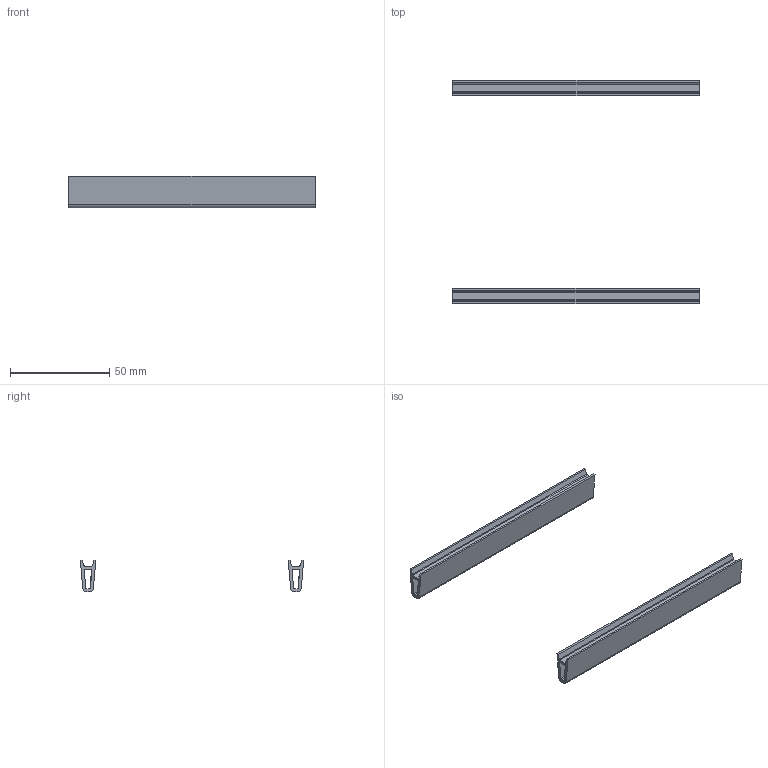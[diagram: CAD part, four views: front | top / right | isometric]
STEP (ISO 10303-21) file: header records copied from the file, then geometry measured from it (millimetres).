
FILE_DESCRIPTION(/* description */ (''),/* implementation_level */ '2;1');
FILE_NAME(/* name */ '78080500_BTK 5 0 AP.stp',/* time_stamp */ '2014-05-21T15:51:25+02:00',/* author */ ('haertel'),/* organization */ (''),/* preprocessor_version */ 'ST-DEVELOPER v15.2',/* originating_system */ 'Autodesk Inventor 2014',/* authorisation */ '');
FILE_SCHEMA (('AUTOMOTIVE_DESIGN { 1 0 10303 214 3 1 1 }'));
Length unit declared in the file: millimetre
Products named in the file (2): 1010813_3D; 78010505_BTK 5 0
Bounding box: 124 x 112.5 x 16 mm (x, y, z)
Volume: 13676.6 mm3; surface area: 18702.6 mm2
Topology: 2 solids, 2 shells, 56 faces, 156 edges, 104 vertices
Faces by surface type: plane 34, cylinder 22
Entity records: 956 total; most frequent: DIRECTION 164, CARTESIAN_POINT 162, ORIENTED_EDGE 156, EDGE_CURVE 78, LINE 56, VECTOR 56, AXIS2_PLACEMENT_3D 54, VERTEX_POINT 52
